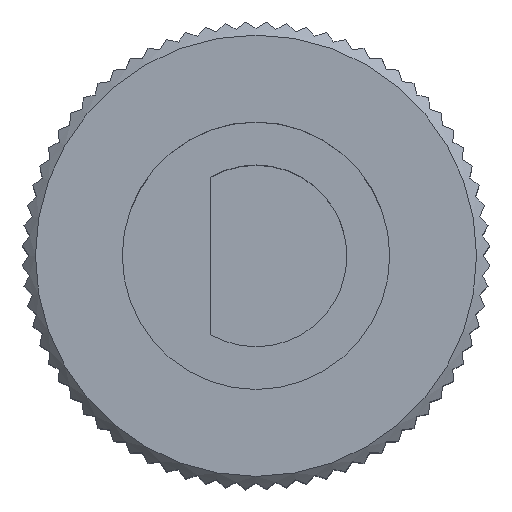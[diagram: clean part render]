
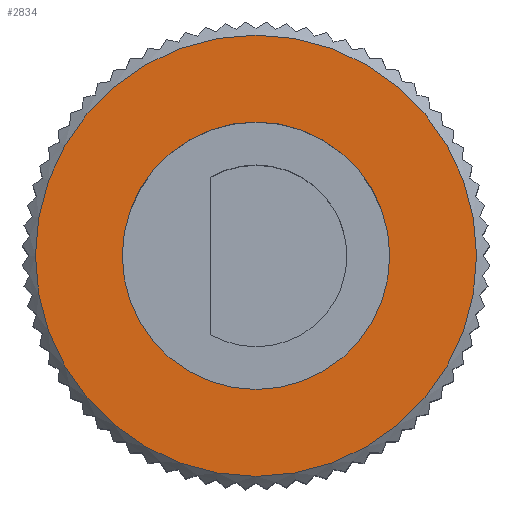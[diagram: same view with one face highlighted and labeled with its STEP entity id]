
A CAD part, top view. The second image highlights one B-rep face of the part: STEP entity #2834.
In plain terms, the highlighted planar face has unit normal (0, 0, 1).
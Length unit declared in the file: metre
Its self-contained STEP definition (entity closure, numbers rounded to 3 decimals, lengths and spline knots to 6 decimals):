
#158=CIRCLE('',#2994,0.00825);
#162=CIRCLE('',#3003,0.005);
#468=ORIENTED_EDGE('',*,*,#1190,.T.);
#469=ORIENTED_EDGE('',*,*,#1342,.T.);
#1190=EDGE_CURVE('',#1631,#1631,#158,.F.);
#1342=EDGE_CURVE('',#1781,#1781,#162,.T.);
#1631=VERTEX_POINT('',#4049);
#1781=VERTEX_POINT('',#4788);
#2376=EDGE_LOOP('',(#468));
#2377=EDGE_LOOP('',(#469));
#2532=FACE_BOUND('',#2376,.T.);
#2533=FACE_BOUND('',#2377,.T.);
#2682=PLANE('',#3004);
#2834=ADVANCED_FACE('',(#2532,#2533),#2682,.F.);
#2994=AXIS2_PLACEMENT_3D('',#4048,#3299,#3300);
#3003=AXIS2_PLACEMENT_3D('',#4787,#3321,#3322);
#3004=AXIS2_PLACEMENT_3D('',#4789,#3323,#3324);
#3299=DIRECTION('',(0.,0.,-1.));
#3300=DIRECTION('',(0.,1.,0.));
#3321=DIRECTION('',(0.,0.,-1.));
#3322=DIRECTION('',(0.,1.,0.));
#3323=DIRECTION('',(0.,0.,-1.));
#3324=DIRECTION('',(-1.,0.,0.));
#4048=CARTESIAN_POINT('',(0.,0.,-0.0179));
#4049=CARTESIAN_POINT('',(0.,0.00825,-0.0179));
#4787=CARTESIAN_POINT('',(0.,0.,-0.0179));
#4788=CARTESIAN_POINT('',(0.,0.005,-0.0179));
#4789=CARTESIAN_POINT('',(0.,0.,-0.0179));
